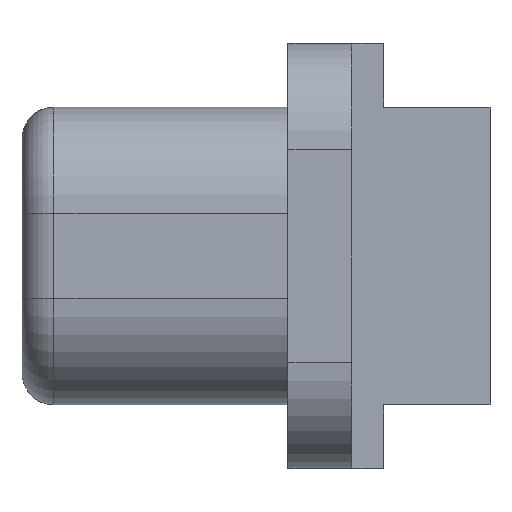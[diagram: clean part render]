
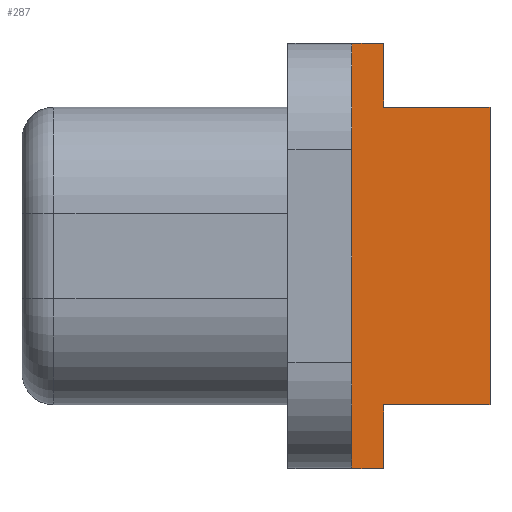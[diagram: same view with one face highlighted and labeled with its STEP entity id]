
A CAD part, left-side view. The second image highlights one B-rep face of the part: STEP entity #287.
In plain terms, the highlighted planar face has unit normal (-1, 0, 0).
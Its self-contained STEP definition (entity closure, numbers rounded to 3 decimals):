
#6 = ORIENTED_EDGE ( 'NONE', *, *, #9, .F. ) ;
#9 = EDGE_CURVE ( 'NONE', #774, #412, #1761, .T. ) ;
#19 = DIRECTION ( 'NONE',  ( 0., 0., -1. ) ) ;
#26 = CARTESIAN_POINT ( 'NONE',  ( -1.504, -0.3, -2. ) ) ;
#64 = DIRECTION ( 'NONE',  ( 0., 0., -1. ) ) ;
#74 = VECTOR ( 'NONE', #417, 1000. ) ;
#94 = EDGE_CURVE ( 'NONE', #1746, #1098, #1867, .T. ) ;
#116 = VECTOR ( 'NONE', #799, 1000. ) ;
#142 = DIRECTION ( 'NONE',  ( 0., 1., 0. ) ) ;
#195 = CARTESIAN_POINT ( 'NONE',  ( -1.504, -0.3, -1.4 ) ) ;
#206 = CARTESIAN_POINT ( 'NONE',  ( -1.504, -0.3, 1.4 ) ) ;
#217 = EDGE_CURVE ( 'NONE', #774, #645, #612, .T. ) ;
#253 = ORIENTED_EDGE ( 'NONE', *, *, #400, .F. ) ;
#287 = ADVANCED_FACE ( 'NONE', ( #292 ), #448, .F. ) ;
#292 = FACE_OUTER_BOUND ( 'NONE', #302, .T. ) ;
#302 = EDGE_LOOP ( 'NONE', ( #1025, #253, #669, #1799, #1272, #1441, #6, #1461 ) ) ;
#317 = CARTESIAN_POINT ( 'NONE',  ( -1.504, -0.3, 2. ) ) ;
#322 = DIRECTION ( 'NONE',  ( 1., 0., 0. ) ) ;
#343 = EDGE_CURVE ( 'NONE', #1173, #494, #1519, .T. ) ;
#364 = CARTESIAN_POINT ( 'NONE',  ( -1.504, -1.3, -1.4 ) ) ;
#381 = DIRECTION ( 'NONE',  ( 0., 0., -1. ) ) ;
#392 = CARTESIAN_POINT ( 'NONE',  ( -1.504, -1.3, 1.4 ) ) ;
#400 = EDGE_CURVE ( 'NONE', #494, #723, #1077, .T. ) ;
#412 = VERTEX_POINT ( 'NONE', #206 ) ;
#417 = DIRECTION ( 'NONE',  ( 0., 0., -1. ) ) ;
#448 = PLANE ( 'NONE',  #1760 ) ;
#494 = VERTEX_POINT ( 'NONE', #26 ) ;
#495 = EDGE_CURVE ( 'NONE', #1746, #412, #1167, .T. ) ;
#579 = DIRECTION ( 'NONE',  ( 0., 1., 0. ) ) ;
#612 = LINE ( 'NONE', #1033, #661 ) ;
#645 = VERTEX_POINT ( 'NONE', #1226 ) ;
#661 = VECTOR ( 'NONE', #579, 1000. ) ;
#669 = ORIENTED_EDGE ( 'NONE', *, *, #343, .F. ) ;
#719 = VECTOR ( 'NONE', #19, 1000. ) ;
#723 = VERTEX_POINT ( 'NONE', #1040 ) ;
#736 = CARTESIAN_POINT ( 'NONE',  ( -1.504, -0.3, 2. ) ) ;
#774 = VERTEX_POINT ( 'NONE', #888 ) ;
#799 = DIRECTION ( 'NONE',  ( 0., 1., 0. ) ) ;
#879 = DIRECTION ( 'NONE',  ( 0., 0., -1. ) ) ;
#888 = CARTESIAN_POINT ( 'NONE',  ( -1.504, -0.3, 2. ) ) ;
#906 = CARTESIAN_POINT ( 'NONE',  ( -1.504, -1.3, -1.4 ) ) ;
#1025 = ORIENTED_EDGE ( 'NONE', *, *, #1749, .T. ) ;
#1033 = CARTESIAN_POINT ( 'NONE',  ( -1.504, -0.3, 2. ) ) ;
#1040 = CARTESIAN_POINT ( 'NONE',  ( -1.504, 0., -2. ) ) ;
#1077 = LINE ( 'NONE', #1532, #1242 ) ;
#1098 = VERTEX_POINT ( 'NONE', #906 ) ;
#1167 = LINE ( 'NONE', #1616, #1718 ) ;
#1173 = VERTEX_POINT ( 'NONE', #195 ) ;
#1226 = CARTESIAN_POINT ( 'NONE',  ( -1.504, 0., 2. ) ) ;
#1242 = VECTOR ( 'NONE', #1685, 1000. ) ;
#1272 = ORIENTED_EDGE ( 'NONE', *, *, #94, .F. ) ;
#1349 = EDGE_CURVE ( 'NONE', #1098, #1173, #1667, .T. ) ;
#1377 = CARTESIAN_POINT ( 'NONE',  ( -1.504, -0.3, 2. ) ) ;
#1441 = ORIENTED_EDGE ( 'NONE', *, *, #495, .T. ) ;
#1461 = ORIENTED_EDGE ( 'NONE', *, *, #217, .T. ) ;
#1465 = VECTOR ( 'NONE', #381, 1000. ) ;
#1519 = LINE ( 'NONE', #1377, #1820 ) ;
#1532 = CARTESIAN_POINT ( 'NONE',  ( -1.504, -0.3, -2. ) ) ;
#1545 = CARTESIAN_POINT ( 'NONE',  ( -1.504, 0., 2. ) ) ;
#1616 = CARTESIAN_POINT ( 'NONE',  ( -1.504, -1.3, 1.4 ) ) ;
#1667 = LINE ( 'NONE', #364, #116 ) ;
#1672 = LINE ( 'NONE', #1545, #1465 ) ;
#1685 = DIRECTION ( 'NONE',  ( 0., 1., 0. ) ) ;
#1704 = CARTESIAN_POINT ( 'NONE',  ( -1.504, -1.3, -1.4 ) ) ;
#1718 = VECTOR ( 'NONE', #142, 1000. ) ;
#1746 = VERTEX_POINT ( 'NONE', #392 ) ;
#1749 = EDGE_CURVE ( 'NONE', #645, #723, #1672, .T. ) ;
#1760 = AXIS2_PLACEMENT_3D ( 'NONE', #736, #322, #879 ) ;
#1761 = LINE ( 'NONE', #317, #719 ) ;
#1799 = ORIENTED_EDGE ( 'NONE', *, *, #1349, .F. ) ;
#1820 = VECTOR ( 'NONE', #64, 1000. ) ;
#1867 = LINE ( 'NONE', #1704, #74 ) ;
